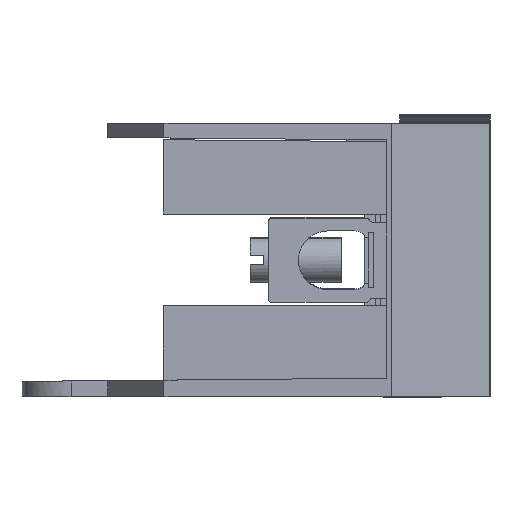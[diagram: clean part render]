
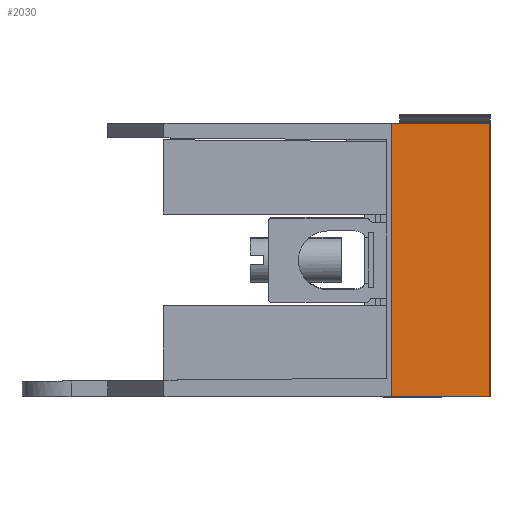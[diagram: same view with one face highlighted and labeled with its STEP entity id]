
A CAD part, left-side view. The second image highlights one B-rep face of the part: STEP entity #2030.
In plain terms, the highlighted planar face has unit normal (-0.999, -0.035, 0).
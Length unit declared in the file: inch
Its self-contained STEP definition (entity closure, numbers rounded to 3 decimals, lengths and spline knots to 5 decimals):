
#394 = EDGE_CURVE ( 'NONE', #6538, #17830, #18193, .T. ) ;
#1234 = ORIENTED_EDGE ( 'NONE', *, *, #394, .F. ) ;
#2030 = ADVANCED_FACE ( 'NONE', ( #18545 ), #5748, .F. ) ;
#2145 = ORIENTED_EDGE ( 'NONE', *, *, #24856, .T. ) ;
#2544 = LINE ( 'NONE', #26044, #5224 ) ;
#3351 = DIRECTION ( 'NONE',  ( -0.035, 0.999, 0. ) ) ;
#3909 = CARTESIAN_POINT ( 'NONE',  ( -3.37736, 0.54035, 0.75301 ) ) ;
#4151 = EDGE_CURVE ( 'NONE', #6035, #17830, #4655, .T. ) ;
#4655 = LINE ( 'NONE', #8739, #21322 ) ;
#4800 = VERTEX_POINT ( 'NONE', #3909 ) ;
#4983 = VECTOR ( 'NONE', #15385, 39.37008 ) ;
#5224 = VECTOR ( 'NONE', #15500, 39.37008 ) ;
#5429 = AXIS2_PLACEMENT_3D ( 'NONE', #12203, #14048, #3351 ) ;
#5748 = PLANE ( 'NONE',  #5429 ) ;
#6035 = VERTEX_POINT ( 'NONE', #6689 ) ;
#6325 = VECTOR ( 'NONE', #26775, 39.37008 ) ;
#6538 = VERTEX_POINT ( 'NONE', #27409 ) ;
#6689 = CARTESIAN_POINT ( 'NONE',  ( -3.37736, 0.54035, -0.75301 ) ) ;
#6800 = CARTESIAN_POINT ( 'NONE',  ( -3.37736, 0.54035, 0.75301 ) ) ;
#7200 = DIRECTION ( 'NONE',  ( 0.035, -0.999, 0. ) ) ;
#8739 = CARTESIAN_POINT ( 'NONE',  ( -3.37736, 0.54035, -0.75301 ) ) ;
#12203 = CARTESIAN_POINT ( 'NONE',  ( -3.37736, 0.54035, 0.75301 ) ) ;
#14048 = DIRECTION ( 'NONE',  ( 0.999, 0.035, 0. ) ) ;
#14445 = ORIENTED_EDGE ( 'NONE', *, *, #18475, .F. ) ;
#15385 = DIRECTION ( 'NONE',  ( 0.035, -0.999, 0. ) ) ;
#15500 = DIRECTION ( 'NONE',  ( 0., 0., -1. ) ) ;
#17830 = VERTEX_POINT ( 'NONE', #21224 ) ;
#18104 = EDGE_LOOP ( 'NONE', ( #2145, #27712, #1234, #14445 ) ) ;
#18193 = LINE ( 'NONE', #22687, #6325 ) ;
#18475 = EDGE_CURVE ( 'NONE', #4800, #6538, #26070, .T. ) ;
#18545 = FACE_OUTER_BOUND ( 'NONE', #18104, .T. ) ;
#21224 = CARTESIAN_POINT ( 'NONE',  ( -3.35849, 0., -0.75301 ) ) ;
#21322 = VECTOR ( 'NONE', #7200, 39.37008 ) ;
#22687 = CARTESIAN_POINT ( 'NONE',  ( -3.35849, 0., 0.75301 ) ) ;
#24856 = EDGE_CURVE ( 'NONE', #4800, #6035, #2544, .T. ) ;
#26044 = CARTESIAN_POINT ( 'NONE',  ( -3.37736, 0.54035, 0.75301 ) ) ;
#26070 = LINE ( 'NONE', #6800, #4983 ) ;
#26775 = DIRECTION ( 'NONE',  ( 0., 0., -1. ) ) ;
#27409 = CARTESIAN_POINT ( 'NONE',  ( -3.35849, 0., 0.75301 ) ) ;
#27712 = ORIENTED_EDGE ( 'NONE', *, *, #4151, .T. ) ;
